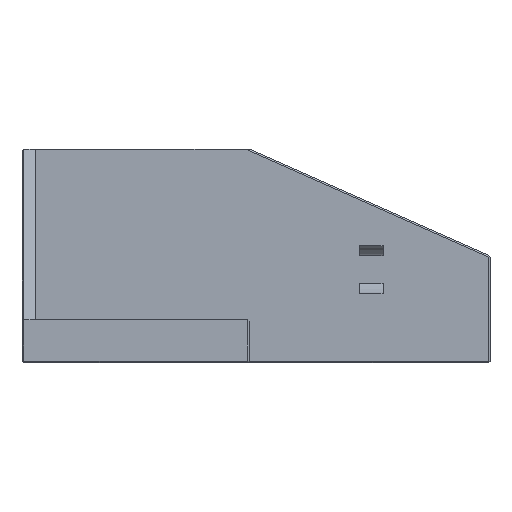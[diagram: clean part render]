
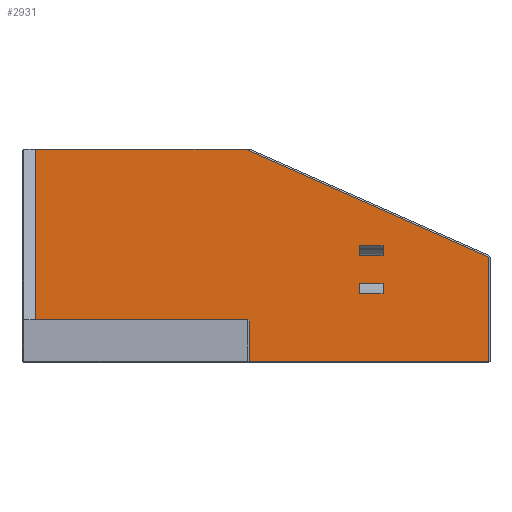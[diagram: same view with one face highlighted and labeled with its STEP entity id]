
A CAD part, left-side view. The second image highlights one B-rep face of the part: STEP entity #2931.
In plain terms, the highlighted planar face has unit normal (-1, 0, 0).
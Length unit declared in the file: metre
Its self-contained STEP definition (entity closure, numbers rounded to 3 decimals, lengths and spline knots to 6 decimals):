
#69=ORIENTED_EDGE('',*,*,#901,.F.);
#70=ORIENTED_EDGE('',*,*,#902,.F.);
#71=ORIENTED_EDGE('',*,*,#903,.F.);
#72=ORIENTED_EDGE('',*,*,#904,.F.);
#73=ORIENTED_EDGE('',*,*,#905,.F.);
#74=ORIENTED_EDGE('',*,*,#906,.F.);
#75=ORIENTED_EDGE('',*,*,#899,.F.);
#76=ORIENTED_EDGE('',*,*,#907,.F.);
#77=ORIENTED_EDGE('',*,*,#908,.T.);
#78=ORIENTED_EDGE('',*,*,#909,.T.);
#79=ORIENTED_EDGE('',*,*,#910,.F.);
#80=ORIENTED_EDGE('',*,*,#911,.F.);
#81=ORIENTED_EDGE('',*,*,#912,.T.);
#82=ORIENTED_EDGE('',*,*,#913,.T.);
#83=ORIENTED_EDGE('',*,*,#914,.F.);
#84=ORIENTED_EDGE('',*,*,#915,.F.);
#899=EDGE_CURVE('',#1315,#1316,#1572,.T.);
#901=EDGE_CURVE('',#1317,#1318,#1574,.T.);
#902=EDGE_CURVE('',#1319,#1317,#1575,.T.);
#903=EDGE_CURVE('',#1320,#1319,#1576,.T.);
#904=EDGE_CURVE('',#1321,#1320,#1577,.T.);
#905=EDGE_CURVE('',#1322,#1321,#1578,.T.);
#906=EDGE_CURVE('',#1316,#1322,#1579,.F.);
#907=EDGE_CURVE('',#1318,#1315,#1580,.T.);
#908=EDGE_CURVE('',#1323,#1324,#1581,.T.);
#909=EDGE_CURVE('',#1324,#1325,#1582,.T.);
#910=EDGE_CURVE('',#1326,#1325,#1583,.T.);
#911=EDGE_CURVE('',#1323,#1326,#1584,.T.);
#912=EDGE_CURVE('',#1327,#1328,#1585,.T.);
#913=EDGE_CURVE('',#1328,#1329,#1586,.T.);
#914=EDGE_CURVE('',#1330,#1329,#1587,.T.);
#915=EDGE_CURVE('',#1327,#1330,#1588,.T.);
#1315=VERTEX_POINT('',#4163);
#1316=VERTEX_POINT('',#4165);
#1317=VERTEX_POINT('',#4169);
#1318=VERTEX_POINT('',#4170);
#1319=VERTEX_POINT('',#4172);
#1320=VERTEX_POINT('',#4174);
#1321=VERTEX_POINT('',#4176);
#1322=VERTEX_POINT('',#4178);
#1323=VERTEX_POINT('',#4182);
#1324=VERTEX_POINT('',#4183);
#1325=VERTEX_POINT('',#4185);
#1326=VERTEX_POINT('',#4187);
#1327=VERTEX_POINT('',#4190);
#1328=VERTEX_POINT('',#4191);
#1329=VERTEX_POINT('',#4193);
#1330=VERTEX_POINT('',#4195);
#1572=LINE('',#4164,#1961);
#1574=LINE('',#4168,#1963);
#1575=LINE('',#4171,#1964);
#1576=LINE('',#4173,#1965);
#1577=LINE('',#4175,#1966);
#1578=LINE('',#4177,#1967);
#1579=LINE('',#4179,#1968);
#1580=LINE('',#4180,#1969);
#1581=LINE('',#4181,#1970);
#1582=LINE('',#4184,#1971);
#1583=LINE('',#4186,#1972);
#1584=LINE('',#4188,#1973);
#1585=LINE('',#4189,#1974);
#1586=LINE('',#4192,#1975);
#1587=LINE('',#4194,#1976);
#1588=LINE('',#4196,#1977);
#1961=VECTOR('',#3347,1.);
#1963=VECTOR('',#3351,1.);
#1964=VECTOR('',#3352,1.);
#1965=VECTOR('',#3353,1.);
#1966=VECTOR('',#3354,1.);
#1967=VECTOR('',#3355,1.);
#1968=VECTOR('',#3356,1.);
#1969=VECTOR('',#3357,1.);
#1970=VECTOR('',#3358,1.);
#1971=VECTOR('',#3359,1.);
#1972=VECTOR('',#3360,1.);
#1973=VECTOR('',#3361,1.);
#1974=VECTOR('',#3362,1.);
#1975=VECTOR('',#3363,1.);
#1976=VECTOR('',#3364,1.);
#1977=VECTOR('',#3365,1.);
#2342=EDGE_LOOP('',(#69,#70,#71,#72,#73,#74,#75,#76));
#2343=EDGE_LOOP('',(#77,#78,#79,#80));
#2344=EDGE_LOOP('',(#81,#82,#83,#84));
#2554=FACE_BOUND('',#2342,.T.);
#2555=FACE_BOUND('',#2343,.T.);
#2556=FACE_BOUND('',#2344,.T.);
#2767=PLANE('',#3126);
#2931=ADVANCED_FACE('',(#2554,#2555,#2556),#2767,.T.);
#3126=AXIS2_PLACEMENT_3D('',#4167,#3349,#3350);
#3347=DIRECTION('',(0.,0.,1.));
#3349=DIRECTION('',(-1.,0.,0.));
#3350=DIRECTION('',(0.,1.,0.));
#3351=DIRECTION('',(0.,0.,-1.));
#3352=DIRECTION('',(0.,-0.914,-0.406));
#3353=DIRECTION('',(0.,-1.,0.));
#3354=DIRECTION('',(0.,0.,1.));
#3355=DIRECTION('',(0.,1.,0.));
#3356=DIRECTION('',(0.,-0.707,-0.707));
#3357=DIRECTION('',(0.,1.,0.));
#3358=DIRECTION('',(0.,-1.,0.));
#3359=DIRECTION('',(0.,0.,-1.));
#3360=DIRECTION('',(0.,-1.,0.));
#3361=DIRECTION('',(0.,0.,-1.));
#3362=DIRECTION('',(0.,-1.,0.));
#3363=DIRECTION('',(0.,0.,-1.));
#3364=DIRECTION('',(0.,-1.,0.));
#3365=DIRECTION('',(0.,0.,-1.));
#4163=CARTESIAN_POINT('',(-0.01575,-0.019125,-0.018));
#4164=CARTESIAN_POINT('',(-0.01575,-0.019125,0.01375));
#4165=CARTESIAN_POINT('',(-0.01575,-0.019125,-0.0125));
#4167=CARTESIAN_POINT('',(-0.01575,-0.047125,0.01375));
#4168=CARTESIAN_POINT('',(-0.01575,-0.054875,0.01375));
#4169=CARTESIAN_POINT('',(-0.01575,-0.054875,-0.002412));
#4170=CARTESIAN_POINT('',(-0.01575,-0.054875,-0.018));
#4171=CARTESIAN_POINT('',(-0.01575,-0.042405,0.00313));
#4172=CARTESIAN_POINT('',(-0.01575,-0.018509,0.01375));
#4173=CARTESIAN_POINT('',(-0.01575,-0.003125,0.01375));
#4174=CARTESIAN_POINT('',(-0.01575,0.012875,0.01375));
#4175=CARTESIAN_POINT('',(-0.01575,0.012875,-0.00225));
#4176=CARTESIAN_POINT('',(-0.01575,0.012875,-0.01225));
#4177=CARTESIAN_POINT('',(-0.01575,-0.019125,-0.01225));
#4178=CARTESIAN_POINT('',(-0.01575,-0.018875,-0.01225));
#4179=CARTESIAN_POINT('',(-0.01575,-0.019125,-0.0125));
#4180=CARTESIAN_POINT('',(-0.01575,-0.047125,-0.018));
#4181=CARTESIAN_POINT('',(-0.01575,-0.035625,-0.006386));
#4182=CARTESIAN_POINT('',(-0.01575,-0.035625,-0.006386));
#4183=CARTESIAN_POINT('',(-0.01575,-0.039125,-0.006386));
#4184=CARTESIAN_POINT('',(-0.01575,-0.039125,-0.007136));
#4185=CARTESIAN_POINT('',(-0.01575,-0.039125,-0.007886));
#4186=CARTESIAN_POINT('',(-0.01575,-0.035625,-0.007886));
#4187=CARTESIAN_POINT('',(-0.01575,-0.035625,-0.007886));
#4188=CARTESIAN_POINT('',(-0.01575,-0.035625,-0.007136));
#4189=CARTESIAN_POINT('',(-0.01575,-0.035625,-0.00075));
#4190=CARTESIAN_POINT('',(-0.01575,-0.035625,-0.00075));
#4191=CARTESIAN_POINT('',(-0.01575,-0.039125,-0.00075));
#4192=CARTESIAN_POINT('',(-0.01575,-0.039125,-0.0015));
#4193=CARTESIAN_POINT('',(-0.01575,-0.039125,-0.00225));
#4194=CARTESIAN_POINT('',(-0.01575,-0.035625,-0.00225));
#4195=CARTESIAN_POINT('',(-0.01575,-0.035625,-0.00225));
#4196=CARTESIAN_POINT('',(-0.01575,-0.035625,-0.0015));
